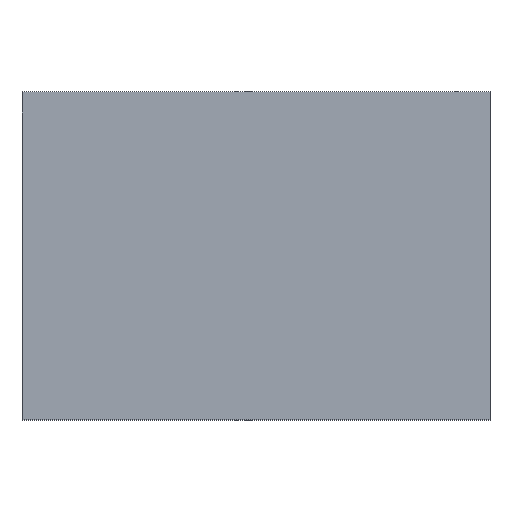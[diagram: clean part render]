
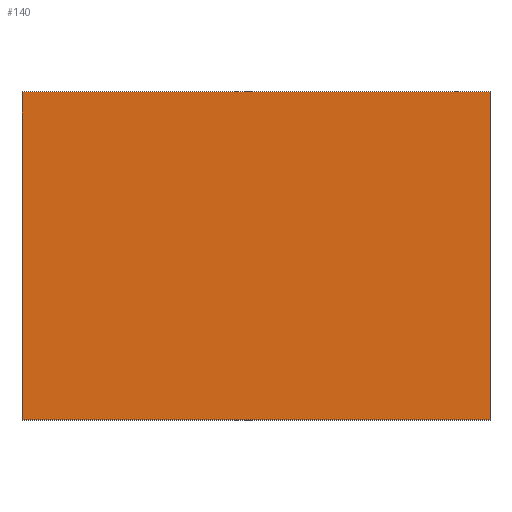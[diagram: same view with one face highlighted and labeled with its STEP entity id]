
A CAD part, top view. The second image highlights one B-rep face of the part: STEP entity #140.
In plain terms, the highlighted planar face has unit normal (0, 0, 1).
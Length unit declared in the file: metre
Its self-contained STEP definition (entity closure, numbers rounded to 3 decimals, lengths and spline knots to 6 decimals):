
#16=LINE('',#218,#28);
#20=LINE('',#226,#32);
#23=LINE('',#236,#35);
#25=LINE('',#239,#37);
#28=VECTOR('',#179,1.);
#32=VECTOR('',#185,1.);
#35=VECTOR('',#194,1.);
#37=VECTOR('',#198,1.);
#58=ORIENTED_EDGE('',*,*,#74,.F.);
#59=ORIENTED_EDGE('',*,*,#78,.T.);
#60=ORIENTED_EDGE('',*,*,#83,.T.);
#61=ORIENTED_EDGE('',*,*,#85,.F.);
#74=EDGE_CURVE('',#90,#91,#16,.T.);
#78=EDGE_CURVE('',#90,#93,#20,.T.);
#83=EDGE_CURVE('',#93,#97,#23,.T.);
#85=EDGE_CURVE('',#91,#97,#25,.T.);
#90=VERTEX_POINT('',#217);
#91=VERTEX_POINT('',#219);
#93=VERTEX_POINT('',#225);
#97=VERTEX_POINT('',#235);
#110=EDGE_LOOP('',(#58,#59,#60,#61));
#124=FACE_BOUND('',#110,.T.);
#134=PLANE('',#165);
#140=ADVANCED_FACE('',(#124),#134,.T.);
#165=AXIS2_PLACEMENT_3D('',#240,#199,#200);
#179=DIRECTION('',(1.,0.,0.));
#185=DIRECTION('',(0.,-1.,0.));
#194=DIRECTION('',(1.,0.,0.));
#198=DIRECTION('',(0.,-1.,0.));
#199=DIRECTION('',(0.,0.,1.));
#200=DIRECTION('',(1.,0.,0.));
#217=CARTESIAN_POINT('',(-0.071716,0.034964,0.0254));
#218=CARTESIAN_POINT('',(-0.008131,0.034964,0.0254));
#219=CARTESIAN_POINT('',(0.055454,0.034964,0.0254));
#225=CARTESIAN_POINT('',(-0.071716,-0.054153,0.0254));
#226=CARTESIAN_POINT('',(-0.071716,-0.009595,0.0254));
#235=CARTESIAN_POINT('',(0.055454,-0.054153,0.0254));
#236=CARTESIAN_POINT('',(-0.008131,-0.054153,0.0254));
#239=CARTESIAN_POINT('',(0.055454,-0.009595,0.0254));
#240=CARTESIAN_POINT('',(-0.008131,-0.009595,0.0254));
